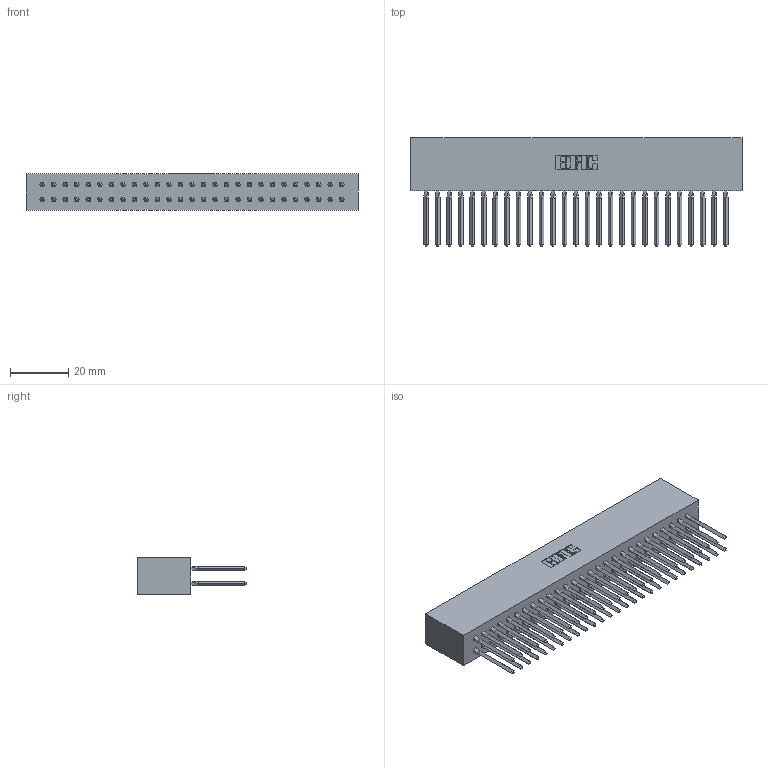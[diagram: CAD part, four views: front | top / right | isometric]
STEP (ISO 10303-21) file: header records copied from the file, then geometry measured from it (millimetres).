
FILE_DESCRIPTION (( 'STEP AP203' ), '1' );
FILE_NAME ('317-054-540-801.STEP', '2020-02-28T03:46:19', ( '' ), ( '' ), 'SwSTEP 2.0', 'SolidWorks 2016', '' );
FILE_SCHEMA (( 'CONFIG_CONTROL_DESIGN' ));
Length unit declared in the file: inch
Products named in the file (3): 317-290-001_540; 317-054-540-801; 317 Part_Lugless
Assembly tree (55 placements, depth 2):
  317-054-540-801
    317 Part_Lugless
    317-290-001_540  x54
Bounding box: 114.2 x 37.34 x 12.7 mm (x, y, z)
Volume: 20452.4 mm3; surface area: 30182.9 mm2
Topology: 55 solids, 55 shells, 4896 faces, 13577 edges, 8744 vertices
Faces by surface type: plane 3992, cylinder 688, bspline 216
Entity records: 40712 total; most frequent: CARTESIAN_POINT 7515, ORIENTED_EDGE 7014, DIRECTION 5845, EDGE_CURVE 3507, LINE 3259, VECTOR 3259, VERTEX_POINT 2331, AXIS2_PLACEMENT_3D 1293
